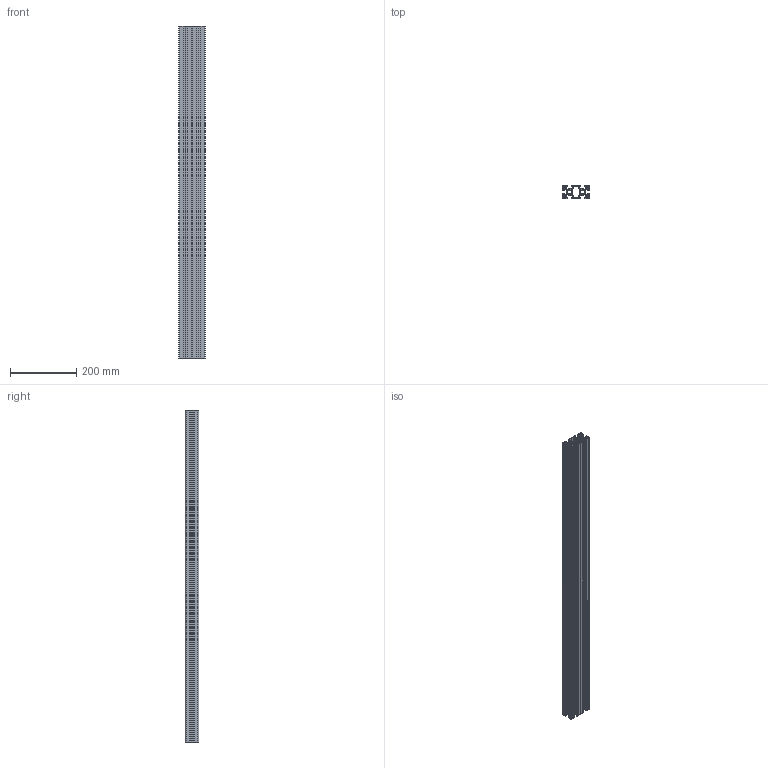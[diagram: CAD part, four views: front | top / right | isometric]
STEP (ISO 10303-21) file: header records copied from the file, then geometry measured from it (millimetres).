
FILE_DESCRIPTION (( 'STEP AP214' ), '1' );
FILE_NAME ('448SLX Êîíñòðóêöèîííûé ïðîôèëü 40õ80SL.STEP', '2019-11-01T07:49:21', ( 'Windows User' ), ( '' ), 'SwSTEP 2.0', 'SolidWorks 2019', '' );
FILE_SCHEMA (( 'AUTOMOTIVE_DESIGN' ));
Length unit declared in the file: millimetre
Products named in the file (1): 448SLX Êîíñòðóêöèîííûé ïðîôèëü 40õ80SL
Bounding box: 80 x 40 x 1000 mm (x, y, z)
Volume: 639547.6 mm3; surface area: 979317.8 mm2
Topology: 1 solids, 1 shells, 566 faces, 1692 edges, 1128 vertices
Faces by surface type: plane 296, cylinder 270
Entity records: 19238 total; most frequent: CARTESIAN_POINT 3387, ORIENTED_EDGE 3384, DIRECTION 3366, EDGE_CURVE 1692, VECTOR 1152, LINE 1152, VERTEX_POINT 1128, AXIS2_PLACEMENT_3D 1107
